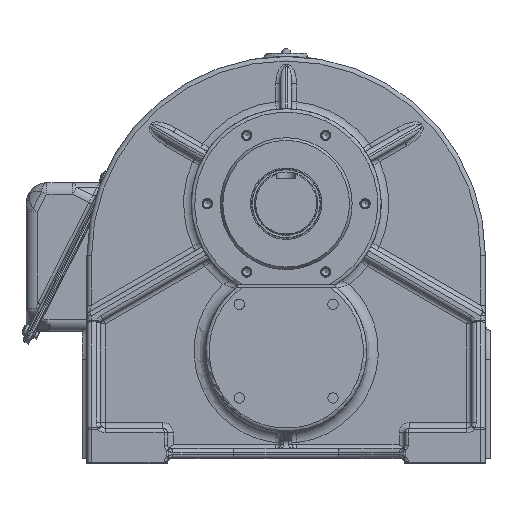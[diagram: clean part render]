
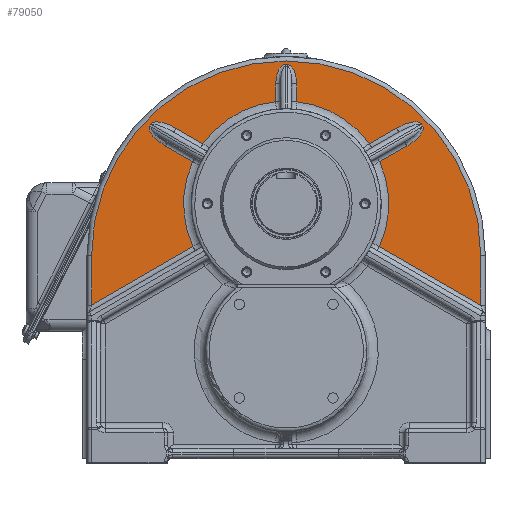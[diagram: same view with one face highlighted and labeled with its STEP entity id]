
A CAD part, top view. The second image highlights one B-rep face of the part: STEP entity #79050.
In plain terms, the highlighted planar face has unit normal (0, 0, 1).
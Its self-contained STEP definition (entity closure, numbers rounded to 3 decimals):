
#1264=ELLIPSE('',#84061,20.439,8.);
#1265=ELLIPSE('',#84063,16.896,8.);
#1266=ELLIPSE('',#84064,16.896,8.);
#1267=ELLIPSE('',#84066,20.439,8.);
#1268=ELLIPSE('',#84067,20.439,8.);
#1269=ELLIPSE('',#84071,20.439,8.);
#5324=CIRCLE('',#84062,89.075);
#5325=CIRCLE('',#84065,89.075);
#5326=CIRCLE('',#84068,89.075);
#5327=CIRCLE('',#84069,169.);
#5328=CIRCLE('',#84070,89.075);
#9360=ORIENTED_EDGE('',*,*,#33662,.T.);
#9361=ORIENTED_EDGE('',*,*,#33663,.T.);
#9362=ORIENTED_EDGE('',*,*,#33664,.T.);
#9363=ORIENTED_EDGE('',*,*,#33665,.T.);
#9364=ORIENTED_EDGE('',*,*,#33666,.T.);
#9365=ORIENTED_EDGE('',*,*,#33667,.T.);
#9366=ORIENTED_EDGE('',*,*,#33668,.T.);
#9367=ORIENTED_EDGE('',*,*,#33669,.T.);
#9368=ORIENTED_EDGE('',*,*,#33670,.T.);
#9369=ORIENTED_EDGE('',*,*,#33671,.T.);
#9370=ORIENTED_EDGE('',*,*,#33672,.T.);
#9371=ORIENTED_EDGE('',*,*,#33673,.T.);
#9372=ORIENTED_EDGE('',*,*,#33674,.T.);
#9373=ORIENTED_EDGE('',*,*,#33675,.T.);
#9374=ORIENTED_EDGE('',*,*,#33676,.T.);
#9375=ORIENTED_EDGE('',*,*,#33677,.T.);
#9376=ORIENTED_EDGE('',*,*,#33678,.T.);
#9377=ORIENTED_EDGE('',*,*,#33679,.T.);
#9378=ORIENTED_EDGE('',*,*,#33680,.T.);
#9379=ORIENTED_EDGE('',*,*,#33681,.T.);
#9380=ORIENTED_EDGE('',*,*,#33682,.T.);
#9381=ORIENTED_EDGE('',*,*,#33683,.T.);
#9382=ORIENTED_EDGE('',*,*,#33684,.T.);
#9383=ORIENTED_EDGE('',*,*,#33685,.T.);
#33662=EDGE_CURVE('',#45821,#45822,#53483,.F.);
#33663=EDGE_CURVE('',#45822,#45823,#1264,.T.);
#33664=EDGE_CURVE('',#45823,#45824,#53484,.F.);
#33665=EDGE_CURVE('',#45824,#45825,#5324,.T.);
#33666=EDGE_CURVE('',#45825,#45826,#53485,.F.);
#33667=EDGE_CURVE('',#45826,#45827,#1265,.T.);
#33668=EDGE_CURVE('',#45827,#45828,#53486,.F.);
#33669=EDGE_CURVE('',#45828,#45829,#1266,.T.);
#33670=EDGE_CURVE('',#45829,#45830,#53487,.T.);
#33671=EDGE_CURVE('',#45830,#45831,#5325,.T.);
#33672=EDGE_CURVE('',#45831,#45832,#53488,.F.);
#33673=EDGE_CURVE('',#45832,#45833,#1267,.T.);
#33674=EDGE_CURVE('',#45833,#45834,#53489,.F.);
#33675=EDGE_CURVE('',#45834,#45835,#1268,.T.);
#33676=EDGE_CURVE('',#45835,#45836,#53490,.T.);
#33677=EDGE_CURVE('',#45836,#45837,#5326,.T.);
#33678=EDGE_CURVE('',#45837,#45838,#53491,.F.);
#33679=EDGE_CURVE('',#45838,#45839,#53492,.F.);
#33680=EDGE_CURVE('',#45839,#45840,#5327,.F.);
#33681=EDGE_CURVE('',#45840,#45841,#53493,.F.);
#33682=EDGE_CURVE('',#45841,#45842,#53494,.T.);
#33683=EDGE_CURVE('',#45842,#45843,#5328,.T.);
#33684=EDGE_CURVE('',#45843,#45844,#53495,.T.);
#33685=EDGE_CURVE('',#45844,#45821,#1269,.T.);
#45821=VERTEX_POINT('',#116410);
#45822=VERTEX_POINT('',#116411);
#45823=VERTEX_POINT('',#116413);
#45824=VERTEX_POINT('',#116415);
#45825=VERTEX_POINT('',#116417);
#45826=VERTEX_POINT('',#116419);
#45827=VERTEX_POINT('',#116421);
#45828=VERTEX_POINT('',#116423);
#45829=VERTEX_POINT('',#116425);
#45830=VERTEX_POINT('',#116427);
#45831=VERTEX_POINT('',#116429);
#45832=VERTEX_POINT('',#116431);
#45833=VERTEX_POINT('',#116433);
#45834=VERTEX_POINT('',#116435);
#45835=VERTEX_POINT('',#116437);
#45836=VERTEX_POINT('',#116439);
#45837=VERTEX_POINT('',#116441);
#45838=VERTEX_POINT('',#116443);
#45839=VERTEX_POINT('',#116445);
#45840=VERTEX_POINT('',#116447);
#45841=VERTEX_POINT('',#116449);
#45842=VERTEX_POINT('',#116451);
#45843=VERTEX_POINT('',#116453);
#45844=VERTEX_POINT('',#116455);
#53483=LINE('',#116409,#59812);
#53484=LINE('',#116414,#59813);
#53485=LINE('',#116418,#59814);
#53486=LINE('',#116422,#59815);
#53487=LINE('',#116426,#59816);
#53488=LINE('',#116430,#59817);
#53489=LINE('',#116434,#59818);
#53490=LINE('',#116438,#59819);
#53491=LINE('',#116442,#59820);
#53492=LINE('',#116444,#59821);
#53493=LINE('',#116448,#59822);
#53494=LINE('',#116450,#59823);
#53495=LINE('',#116454,#59824);
#59812=VECTOR('',#92851,1000.);
#59813=VECTOR('',#92854,1000.);
#59814=VECTOR('',#92857,1000.);
#59815=VECTOR('',#92860,1000.);
#59816=VECTOR('',#92863,1000.);
#59817=VECTOR('',#92866,1000.);
#59818=VECTOR('',#92869,1000.);
#59819=VECTOR('',#92872,1000.);
#59820=VECTOR('',#92875,1000.);
#59821=VECTOR('',#92876,1000.);
#59822=VECTOR('',#92879,1000.);
#59823=VECTOR('',#92880,1000.);
#59824=VECTOR('',#92883,1000.);
#66093=EDGE_LOOP('',(#9360,#9361,#9362,#9363,#9364,#9365,#9366,#9367,#9368,
#9369,#9370,#9371,#9372,#9373,#9374,#9375,#9376,#9377,#9378,#9379,#9380,
#9381,#9382,#9383));
#71707=FACE_BOUND('',#66093,.T.);
#77249=PLANE('',#84060);
#79050=ADVANCED_FACE('',(#71707),#77249,.F.);
#84060=AXIS2_PLACEMENT_3D('',#116408,#92849,#92850);
#84061=AXIS2_PLACEMENT_3D('',#116412,#92852,#92853);
#84062=AXIS2_PLACEMENT_3D('',#116416,#92855,#92856);
#84063=AXIS2_PLACEMENT_3D('',#116420,#92858,#92859);
#84064=AXIS2_PLACEMENT_3D('',#116424,#92861,#92862);
#84065=AXIS2_PLACEMENT_3D('',#116428,#92864,#92865);
#84066=AXIS2_PLACEMENT_3D('',#116432,#92867,#92868);
#84067=AXIS2_PLACEMENT_3D('',#116436,#92870,#92871);
#84068=AXIS2_PLACEMENT_3D('',#116440,#92873,#92874);
#84069=AXIS2_PLACEMENT_3D('',#116446,#92877,#92878);
#84070=AXIS2_PLACEMENT_3D('',#116452,#92881,#92882);
#84071=AXIS2_PLACEMENT_3D('',#116456,#92884,#92885);
#92849=DIRECTION('',(0.,0.,-1.));
#92850=DIRECTION('',(-1.,0.,0.));
#92851=DIRECTION('',(-0.5,-0.866,0.));
#92852=DIRECTION('',(0.,0.,-1.));
#92853=DIRECTION('',(0.866,-0.5,0.));
#92854=DIRECTION('',(-0.866,0.5,0.));
#92855=DIRECTION('',(0.,0.,-1.));
#92856=DIRECTION('',(-1.,0.,0.));
#92857=DIRECTION('',(0.,-1.,0.));
#92858=DIRECTION('',(0.,0.,-1.));
#92859=DIRECTION('',(0.,1.,0.));
#92860=DIRECTION('',(-1.,0.,0.));
#92861=DIRECTION('',(0.,0.,-1.));
#92862=DIRECTION('',(0.,-1.,0.));
#92863=DIRECTION('',(0.,-1.,0.));
#92864=DIRECTION('',(0.,0.,-1.));
#92865=DIRECTION('',(-1.,0.,0.));
#92866=DIRECTION('',(-0.866,-0.5,0.));
#92867=DIRECTION('',(0.,0.,-1.));
#92868=DIRECTION('',(0.866,0.5,0.));
#92869=DIRECTION('',(-0.5,0.866,0.));
#92870=DIRECTION('',(0.,0.,-1.));
#92871=DIRECTION('',(-0.866,-0.5,0.));
#92872=DIRECTION('',(-0.866,-0.5,0.));
#92873=DIRECTION('',(0.,0.,-1.));
#92874=DIRECTION('',(-1.,0.,0.));
#92875=DIRECTION('',(-0.866,0.5,0.));
#92876=DIRECTION('',(0.,-1.,0.));
#92877=DIRECTION('',(0.,0.,-1.));
#92878=DIRECTION('',(-1.,0.,0.));
#92879=DIRECTION('',(0.,1.,0.));
#92880=DIRECTION('',(0.866,0.5,0.));
#92881=DIRECTION('',(0.,0.,-1.));
#92882=DIRECTION('',(-1.,0.,0.));
#92883=DIRECTION('',(-0.866,0.5,0.));
#92884=DIRECTION('',(0.,0.,-1.));
#92885=DIRECTION('',(-0.866,0.5,0.));
#116408=CARTESIAN_POINT('',(0.,180.,99.5));
#116409=CARTESIAN_POINT('',(-115.553,297.488,99.5));
#116410=CARTESIAN_POINT('',(-118.553,292.292,99.5));
#116411=CARTESIAN_POINT('',(-117.553,294.024,99.5));
#116412=CARTESIAN_POINT('',(-99.852,283.804,99.5));
#116413=CARTESIAN_POINT('',(-95.852,290.732,99.5));
#116414=CARTESIAN_POINT('',(-72.519,277.261,99.5));
#116415=CARTESIAN_POINT('',(-72.246,277.104,99.5));
#116416=CARTESIAN_POINT('',(0.,225.,99.5));
#116417=CARTESIAN_POINT('',(-9.,313.619,99.5));
#116418=CARTESIAN_POINT('',(-9.,345.,99.5));
#116419=CARTESIAN_POINT('',(-9.,329.111,99.5));
#116420=CARTESIAN_POINT('',(-1.,329.111,99.5));
#116421=CARTESIAN_POINT('',(-1.,346.007,99.5));
#116422=CARTESIAN_POINT('',(5.,346.007,99.5));
#116423=CARTESIAN_POINT('',(1.,346.007,99.5));
#116424=CARTESIAN_POINT('',(1.,329.111,99.5));
#116425=CARTESIAN_POINT('',(9.,329.111,99.5));
#116426=CARTESIAN_POINT('',(9.,180.,99.5));
#116427=CARTESIAN_POINT('',(9.,313.619,99.5));
#116428=CARTESIAN_POINT('',(0.,225.,99.5));
#116429=CARTESIAN_POINT('',(72.246,277.104,99.5));
#116430=CARTESIAN_POINT('',(112.846,300.544,99.5));
#116431=CARTESIAN_POINT('',(95.852,290.732,99.5));
#116432=CARTESIAN_POINT('',(99.852,283.804,99.5));
#116433=CARTESIAN_POINT('',(117.553,294.024,99.5));
#116434=CARTESIAN_POINT('',(120.553,288.828,99.5));
#116435=CARTESIAN_POINT('',(118.553,292.292,99.5));
#116436=CARTESIAN_POINT('',(100.852,282.072,99.5));
#116437=CARTESIAN_POINT('',(104.852,275.144,99.5));
#116438=CARTESIAN_POINT('',(-14.986,205.956,99.5));
#116439=CARTESIAN_POINT('',(81.246,261.515,99.5));
#116440=CARTESIAN_POINT('',(0.,225.,99.5));
#116441=CARTESIAN_POINT('',(80.925,187.778,99.5));
#116442=CARTESIAN_POINT('',(175.,133.464,99.5));
#116443=CARTESIAN_POINT('',(169.,136.928,99.5));
#116444=CARTESIAN_POINT('',(169.,180.,99.5));
#116445=CARTESIAN_POINT('',(169.,180.,99.5));
#116446=CARTESIAN_POINT('',(0.,180.,99.5));
#116447=CARTESIAN_POINT('',(-169.,180.,99.5));
#116448=CARTESIAN_POINT('',(-169.,130.,99.5));
#116449=CARTESIAN_POINT('',(-169.,136.928,99.5));
#116450=CARTESIAN_POINT('',(-23.599,220.875,99.5));
#116451=CARTESIAN_POINT('',(-80.925,187.778,99.5));
#116452=CARTESIAN_POINT('',(0.,225.,99.5));
#116453=CARTESIAN_POINT('',(-81.246,261.515,99.5));
#116454=CARTESIAN_POINT('',(14.986,205.956,99.5));
#116455=CARTESIAN_POINT('',(-104.852,275.144,99.5));
#116456=CARTESIAN_POINT('',(-100.852,282.072,99.5));
